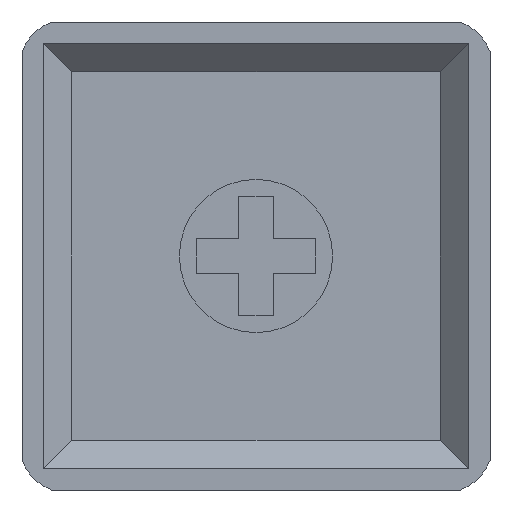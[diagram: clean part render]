
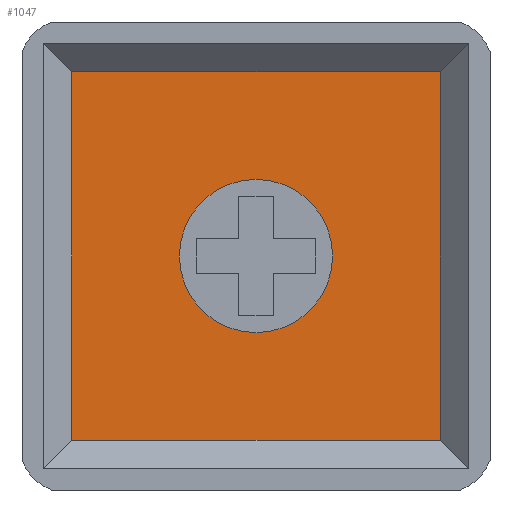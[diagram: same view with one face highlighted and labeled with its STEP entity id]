
A CAD part, front view. The second image highlights one B-rep face of the part: STEP entity #1047.
In plain terms, the highlighted planar face has unit normal (0, -1, 0).
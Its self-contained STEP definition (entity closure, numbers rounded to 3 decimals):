
#18=FACE_BOUND('',#370,.T.);
#45=CIRCLE('',#1108,2.7);
#58=PLANE('',#1107);
#116=LINE('',#2342,#198);
#117=LINE('',#2345,#199);
#119=LINE('',#2349,#201);
#120=LINE('',#2350,#202);
#198=VECTOR('',#1244,10.);
#199=VECTOR('',#1247,10.);
#201=VECTOR('',#1251,10.);
#202=VECTOR('',#1252,10.);
#305=FACE_OUTER_BOUND('',#369,.T.);
#369=EDGE_LOOP('',(#905,#906,#907,#908));
#370=EDGE_LOOP('',(#909));
#511=VERTEX_POINT('',#2338);
#512=VERTEX_POINT('',#2340);
#513=VERTEX_POINT('',#2344);
#514=VERTEX_POINT('',#2348);
#515=VERTEX_POINT('',#2351);
#650=EDGE_CURVE('',#512,#511,#116,.T.);
#651=EDGE_CURVE('',#511,#513,#117,.T.);
#653=EDGE_CURVE('',#514,#512,#119,.T.);
#654=EDGE_CURVE('',#513,#514,#120,.T.);
#655=EDGE_CURVE('',#515,#515,#45,.T.);
#905=ORIENTED_EDGE('',*,*,#650,.F.);
#906=ORIENTED_EDGE('',*,*,#653,.F.);
#907=ORIENTED_EDGE('',*,*,#654,.F.);
#908=ORIENTED_EDGE('',*,*,#651,.F.);
#909=ORIENTED_EDGE('',*,*,#655,.F.);
#1047=ADVANCED_FACE('',(#305,#18),#58,.F.);
#1107=AXIS2_PLACEMENT_3D('',#2347,#1249,#1250);
#1108=AXIS2_PLACEMENT_3D('',#2352,#1253,#1254);
#1244=DIRECTION('',(1.,0.,0.));
#1247=DIRECTION('',(0.,0.,-1.));
#1249=DIRECTION('center_axis',(0.,1.,0.));
#1250=DIRECTION('ref_axis',(-1.,0.,0.));
#1251=DIRECTION('',(0.,0.,1.));
#1252=DIRECTION('',(-1.,0.,0.));
#1253=DIRECTION('center_axis',(0.,-1.,0.));
#1254=DIRECTION('ref_axis',(1.,0.,0.));
#2338=CARTESIAN_POINT('',(6.5,2.3,6.5));
#2340=CARTESIAN_POINT('',(-6.5,2.3,6.5));
#2342=CARTESIAN_POINT('',(-3.75,2.3,6.5));
#2344=CARTESIAN_POINT('',(6.5,2.3,-6.5));
#2345=CARTESIAN_POINT('',(6.5,2.3,3.75));
#2347=CARTESIAN_POINT('Origin',(0.,2.3,0.));
#2348=CARTESIAN_POINT('',(-6.5,2.3,-6.5));
#2349=CARTESIAN_POINT('',(-6.5,2.3,-3.75));
#2350=CARTESIAN_POINT('',(3.75,2.3,-6.5));
#2351=CARTESIAN_POINT('',(-2.7,2.3,0.));
#2352=CARTESIAN_POINT('Origin',(0.,2.3,0.));
